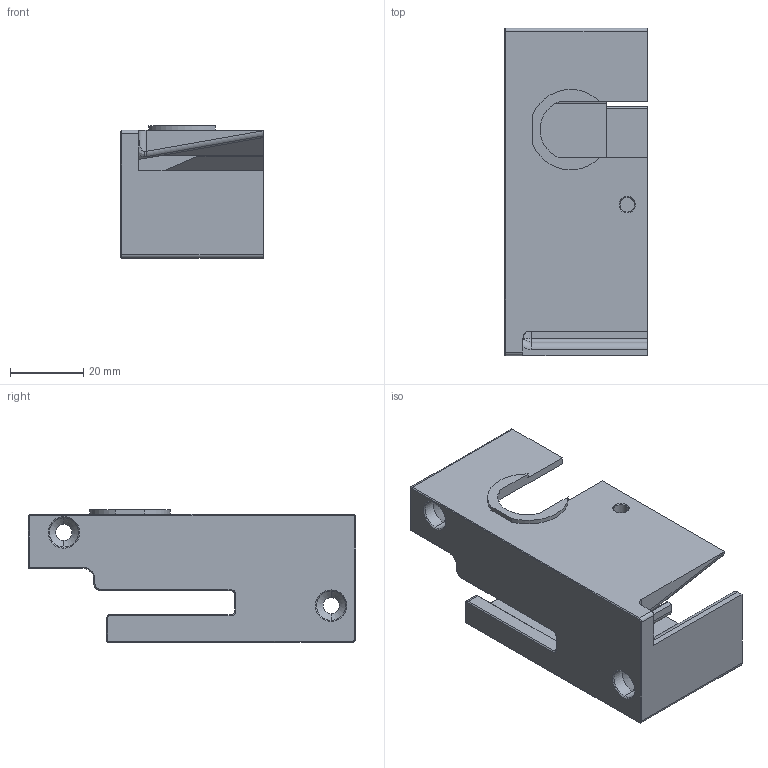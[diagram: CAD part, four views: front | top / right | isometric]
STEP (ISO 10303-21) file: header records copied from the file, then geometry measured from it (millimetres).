
FILE_DESCRIPTION (( 'STEP AP214' ), '1' );
FILE_NAME ('Emergency switch seat.STEP', '2025-08-09T05:57:43', ( '' ), ( '' ), 'SwSTEP 2.0', 'SolidWorks 2021', '' );
FILE_SCHEMA (( 'AUTOMOTIVE_DESIGN' ));
Length unit declared in the file: millimetre
Products named in the file (1): Emergency switch seat
Bounding box: 39 x 89.5 x 36.2 mm (x, y, z)
Volume: 36892 mm3; surface area: 22855 mm2
Topology: 1 solids, 1 shells, 185 faces, 470 edges, 284 vertices
Faces by surface type: plane 84, cylinder 54, cone 31, torus 14, bspline 2
Entity records: 5566 total; most frequent: CARTESIAN_POINT 1043, DIRECTION 962, ORIENTED_EDGE 932, EDGE_CURVE 466, AXIS2_PLACEMENT_3D 329, VECTOR 304, LINE 304, VERTEX_POINT 284
